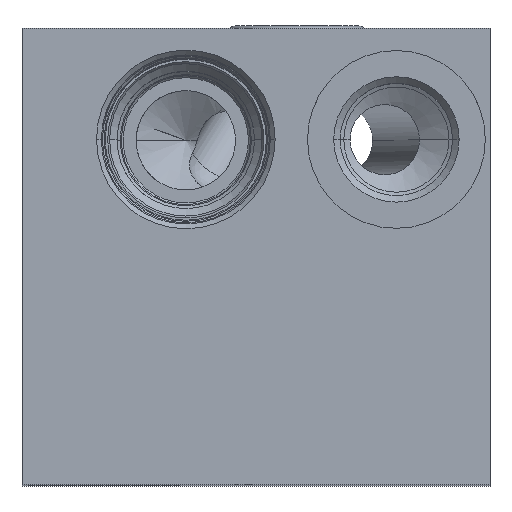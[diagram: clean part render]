
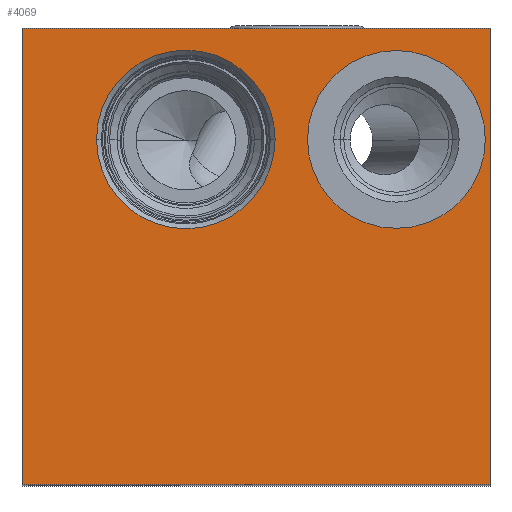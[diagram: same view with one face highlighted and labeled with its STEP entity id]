
A CAD part, top view. The second image highlights one B-rep face of the part: STEP entity #4069.
In plain terms, the highlighted planar face has unit normal (0, 0, 1).
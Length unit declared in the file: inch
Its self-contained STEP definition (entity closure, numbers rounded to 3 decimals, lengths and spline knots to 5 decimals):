
#1127=DIRECTION('',(0.,-1.,0.));
#1128=VECTOR('',#1127,2.438);
#1129=CARTESIAN_POINT('',(0.,0.,4.75));
#1130=LINE('',#1129,#1128);
#1131=DIRECTION('',(-1.,0.,0.));
#1132=VECTOR('',#1131,2.5);
#1133=CARTESIAN_POINT('',(2.5,0.,4.75));
#1134=LINE('',#1133,#1132);
#1135=DIRECTION('',(0.,1.,0.));
#1136=VECTOR('',#1135,2.438);
#1137=CARTESIAN_POINT('',(2.5,-2.438,4.75));
#1138=LINE('',#1137,#1136);
#1139=DIRECTION('',(1.,0.,0.));
#1140=VECTOR('',#1139,2.5);
#1141=CARTESIAN_POINT('',(0.,-2.438,4.75));
#1142=LINE('',#1141,#1140);
#1143=CARTESIAN_POINT('',(0.875,-0.594,4.75));
#1144=DIRECTION('',(0.,0.,-1.));
#1145=DIRECTION('',(-1.,0.,0.));
#1146=AXIS2_PLACEMENT_3D('',#1143,#1144,#1145);
#1148=CARTESIAN_POINT('',(0.875,-0.594,4.75));
#1149=DIRECTION('',(0.,0.,-1.));
#1150=DIRECTION('',(1.,0.,0.));
#1151=AXIS2_PLACEMENT_3D('',#1148,#1149,#1150);
#1153=CARTESIAN_POINT('',(2.,-0.594,4.75));
#1154=DIRECTION('',(0.,0.,-1.));
#1155=DIRECTION('',(-1.,0.,0.));
#1156=AXIS2_PLACEMENT_3D('',#1153,#1154,#1155);
#1158=CARTESIAN_POINT('',(2.,-0.594,4.75));
#1159=DIRECTION('',(0.,0.,-1.));
#1160=DIRECTION('',(1.,0.,0.));
#1161=AXIS2_PLACEMENT_3D('',#1158,#1159,#1160);
#2985=CARTESIAN_POINT('',(0.,0.,4.75));
#2986=CARTESIAN_POINT('',(0.,-2.438,4.75));
#2987=VERTEX_POINT('',#2985);
#2988=VERTEX_POINT('',#2986);
#2989=CARTESIAN_POINT('',(2.5,-2.438,4.75));
#2990=VERTEX_POINT('',#2989);
#2991=CARTESIAN_POINT('',(2.5,0.,4.75));
#2992=VERTEX_POINT('',#2991);
#3029=CARTESIAN_POINT('',(0.398,-0.594,4.75));
#3030=CARTESIAN_POINT('',(1.352,-0.594,4.75));
#3031=VERTEX_POINT('',#3029);
#3032=VERTEX_POINT('',#3030);
#3085=CARTESIAN_POINT('',(1.525,-0.594,4.75));
#3086=CARTESIAN_POINT('',(2.475,-0.594,4.75));
#3087=VERTEX_POINT('',#3085);
#3088=VERTEX_POINT('',#3086);
#4046=CARTESIAN_POINT('',(0.,0.,4.75));
#4047=DIRECTION('',(0.,0.,1.));
#4048=DIRECTION('',(1.,0.,0.));
#4049=AXIS2_PLACEMENT_3D('',#4046,#4047,#4048);
#4050=PLANE('',#4049);
#4051=ORIENTED_EDGE('',*,*,#3992,.F.);
#4052=ORIENTED_EDGE('',*,*,#4009,.F.);
#4053=ORIENTED_EDGE('',*,*,#4040,.F.);
#4054=ORIENTED_EDGE('',*,*,#3959,.F.);
#4055=EDGE_LOOP('',(#4051,#4052,#4053,#4054));
#4056=FACE_OUTER_BOUND('',#4055,.F.);
#4058=ORIENTED_EDGE('',*,*,#4057,.F.);
#4060=ORIENTED_EDGE('',*,*,#4059,.F.);
#4061=EDGE_LOOP('',(#4058,#4060));
#4062=FACE_BOUND('',#4061,.F.);
#4064=ORIENTED_EDGE('',*,*,#4063,.F.);
#4066=ORIENTED_EDGE('',*,*,#4065,.F.);
#4067=EDGE_LOOP('',(#4064,#4066));
#4068=FACE_BOUND('',#4067,.F.);
#4069=ADVANCED_FACE('',(#4056,#4062,#4068),#4050,.T.);
#1147=CIRCLE('',#1146,0.477);
#1152=CIRCLE('',#1151,0.477);
#1157=CIRCLE('',#1156,0.475);
#1162=CIRCLE('',#1161,0.475);
#3959=EDGE_CURVE('',#2988,#2990,#1142,.T.);
#3992=EDGE_CURVE('',#2987,#2988,#1130,.T.);
#4009=EDGE_CURVE('',#2992,#2987,#1134,.T.);
#4040=EDGE_CURVE('',#2990,#2992,#1138,.T.);
#4057=EDGE_CURVE('',#3031,#3032,#1147,.T.);
#4059=EDGE_CURVE('',#3032,#3031,#1152,.T.);
#4063=EDGE_CURVE('',#3087,#3088,#1157,.T.);
#4065=EDGE_CURVE('',#3088,#3087,#1162,.T.);
